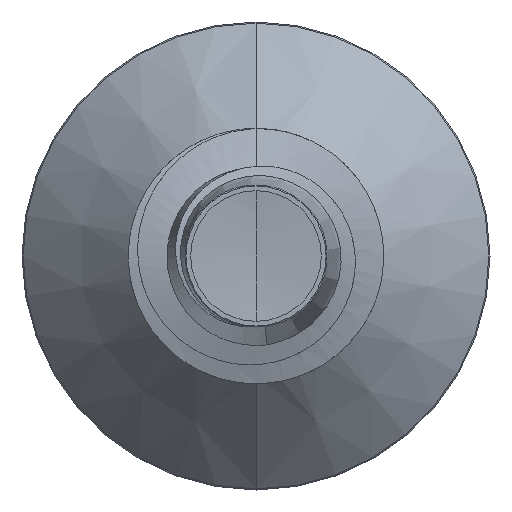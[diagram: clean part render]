
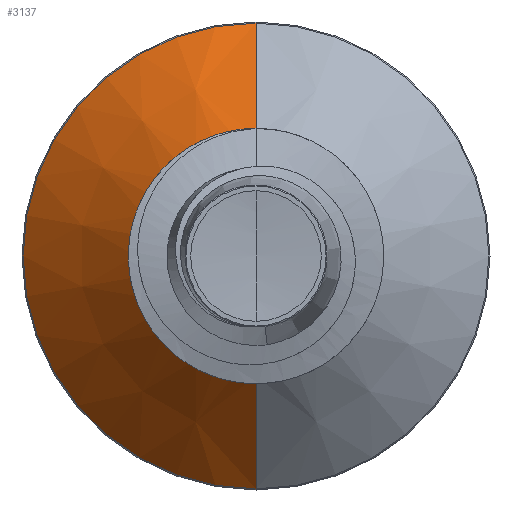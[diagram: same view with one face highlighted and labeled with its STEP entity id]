
A CAD part, front view. The second image highlights one B-rep face of the part: STEP entity #3137.
In plain terms, the highlighted conical face has half-angle 45 degrees and reference radius 1.414 mm.
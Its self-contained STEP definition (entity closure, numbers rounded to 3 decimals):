
#273 = EDGE_CURVE ( 'NONE', #6446, #6299, #6901, .T. ) ;
#676 = VERTEX_POINT ( 'NONE', #1254 ) ;
#1254 = CARTESIAN_POINT ( 'NONE',  ( 0., 4.437, -2.737 ) ) ;
#1428 = CARTESIAN_POINT ( 'NONE',  ( 0., 3.114, 1.414 ) ) ;
#1749 = CARTESIAN_POINT ( 'NONE',  ( 0., 3.114, 1.414 ) ) ;
#2126 = ORIENTED_EDGE ( 'NONE', *, *, #273, .T. ) ;
#3137 = ADVANCED_FACE ( 'NONE', ( #9287 ), #4618, .T. ) ;
#3318 = ORIENTED_EDGE ( 'NONE', *, *, #4354, .T. ) ;
#3523 = EDGE_CURVE ( 'NONE', #7704, #676, #6169, .T. ) ;
#4354 = EDGE_CURVE ( 'NONE', #7704, #6446, #9693, .T. ) ;
#4429 = DIRECTION ( 'NONE',  ( 0., 0., 1. ) ) ;
#4438 = DIRECTION ( 'NONE',  ( 0., 1., 0. ) ) ;
#4441 = CARTESIAN_POINT ( 'NONE',  ( 0., 4.437, 0. ) ) ;
#4618 = CONICAL_SURFACE ( 'NONE', #9579, 1.414, 0.785 ) ;
#4680 = CARTESIAN_POINT ( 'NONE',  ( 0., 3.114, -1.414 ) ) ;
#4767 = DIRECTION ( 'NONE',  ( 0., 0.707, -0.707 ) ) ;
#4805 = EDGE_CURVE ( 'NONE', #676, #6299, #8688, .T. ) ;
#5189 = AXIS2_PLACEMENT_3D ( 'NONE', #6060, #6047, #6038 ) ;
#5702 = CARTESIAN_POINT ( 'NONE',  ( 0., 3.114, -1.414 ) ) ;
#5920 = DIRECTION ( 'NONE',  ( 0., 1., 0. ) ) ;
#5932 = DIRECTION ( 'NONE',  ( 0., 0., 1. ) ) ;
#5942 = CARTESIAN_POINT ( 'NONE',  ( 0., 3.114, 0. ) ) ;
#6038 = DIRECTION ( 'NONE',  ( 0., 0., 1. ) ) ;
#6047 = DIRECTION ( 'NONE',  ( 0., 1., 0. ) ) ;
#6060 = CARTESIAN_POINT ( 'NONE',  ( 0., 3.114, 0. ) ) ;
#6169 = LINE ( 'NONE', #4680, #8465 ) ;
#6299 = VERTEX_POINT ( 'NONE', #7315 ) ;
#6446 = VERTEX_POINT ( 'NONE', #1749 ) ;
#6901 = LINE ( 'NONE', #1428, #10569 ) ;
#6986 = EDGE_LOOP ( 'NONE', ( #10537, #3318, #2126, #9688 ) ) ;
#7187 = AXIS2_PLACEMENT_3D ( 'NONE', #4441, #4438, #4429 ) ;
#7315 = CARTESIAN_POINT ( 'NONE',  ( 0., 4.437, 2.737 ) ) ;
#7655 = DIRECTION ( 'NONE',  ( 0., 0.707, 0.707 ) ) ;
#7704 = VERTEX_POINT ( 'NONE', #5702 ) ;
#8465 = VECTOR ( 'NONE', #4767, 1000. ) ;
#8688 = CIRCLE ( 'NONE', #7187, 2.737 ) ;
#9287 = FACE_OUTER_BOUND ( 'NONE', #6986, .T. ) ;
#9579 = AXIS2_PLACEMENT_3D ( 'NONE', #5942, #5920, #5932 ) ;
#9688 = ORIENTED_EDGE ( 'NONE', *, *, #4805, .F. ) ;
#9693 = CIRCLE ( 'NONE', #5189, 1.414 ) ;
#10537 = ORIENTED_EDGE ( 'NONE', *, *, #3523, .F. ) ;
#10569 = VECTOR ( 'NONE', #7655, 1000. ) ;
